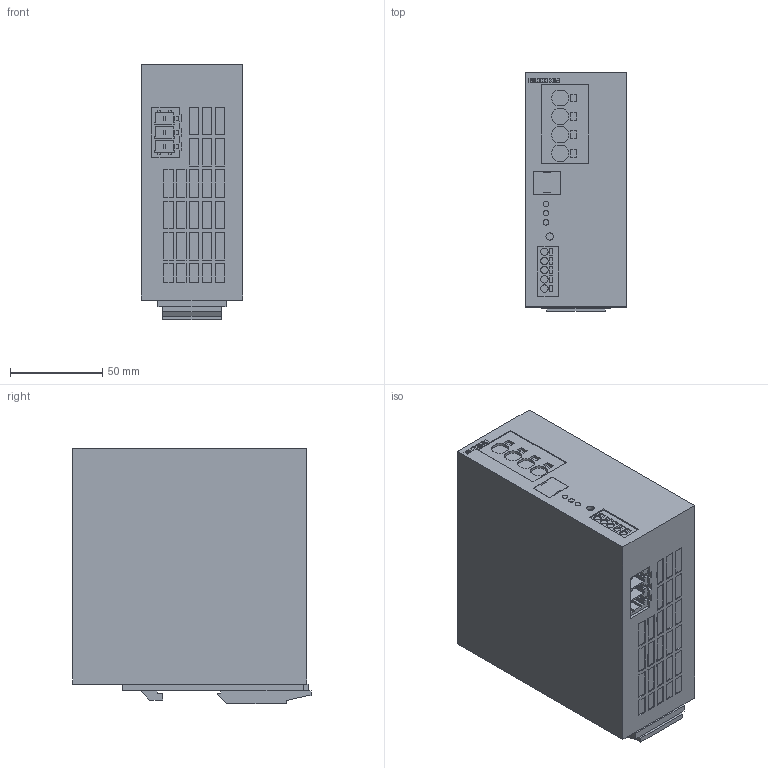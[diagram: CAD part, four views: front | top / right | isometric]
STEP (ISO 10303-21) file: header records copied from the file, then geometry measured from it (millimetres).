
FILE_DESCRIPTION (( 'STEP AP214' ), '1' );
FILE_NAME ('267505.STEP', '2020-12-02T08:51:28', ( '' ), ( '' ), 'SwSTEP 2.0', 'SolidWorks 2018', '' );
FILE_SCHEMA (( 'AUTOMOTIVE_DESIGN' ));
Length unit declared in the file: millimetre
Products named in the file (1): 267505
Bounding box: 55 x 129.3 x 138.6 mm (x, y, z)
Volume: 909507.5 mm3; surface area: 67106 mm2
Topology: 1 solids, 1 shells, 738 faces, 1904 edges, 1268 vertices
Faces by surface type: plane 688, cylinder 50
Entity records: 22110 total; most frequent: CARTESIAN_POINT 3911, ORIENTED_EDGE 3808, DIRECTION 3482, EDGE_CURVE 1904, LINE 1804, VECTOR 1804, VERTEX_POINT 1268, AXIS2_PLACEMENT_3D 839
